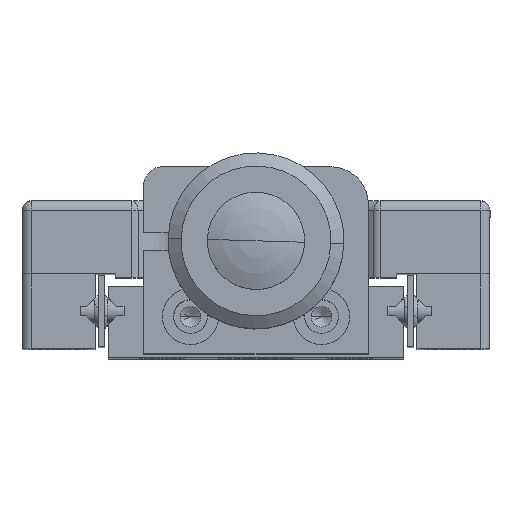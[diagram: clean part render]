
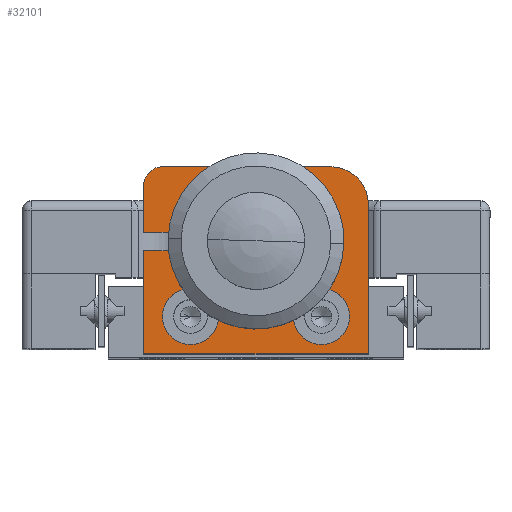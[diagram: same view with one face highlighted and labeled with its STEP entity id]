
A CAD part, top view. The second image highlights one B-rep face of the part: STEP entity #32101.
In plain terms, the highlighted planar face has unit normal (0, 0, 1).
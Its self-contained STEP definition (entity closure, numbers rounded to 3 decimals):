
#143 = ORIENTED_EDGE ( 'NONE', *, *, #17707, .F. ) ;
#252 = LINE ( 'NONE', #6654, #28365 ) ;
#1188 = DIRECTION ( 'NONE',  ( 1., 0., 0. ) ) ;
#1533 = CARTESIAN_POINT ( 'NONE',  ( 3.5, 2.2, 24.5 ) ) ;
#2528 = AXIS2_PLACEMENT_3D ( 'NONE', #26873, #21295, #32109 ) ;
#2735 = ORIENTED_EDGE ( 'NONE', *, *, #8889, .F. ) ;
#3026 = EDGE_CURVE ( 'NONE', #30722, #33083, #31786, .T. ) ;
#3332 = VECTOR ( 'NONE', #18873, 1000. ) ;
#3491 = DIRECTION ( 'NONE',  ( 0., 0., 1. ) ) ;
#3600 = CARTESIAN_POINT ( 'NONE',  ( -5., 2.2, 24.5 ) ) ;
#4370 = ORIENTED_EDGE ( 'NONE', *, *, #6307, .F. ) ;
#4672 = CARTESIAN_POINT ( 'NONE',  ( 6., 8.2, 24.5 ) ) ;
#4846 = VERTEX_POINT ( 'NONE', #17888 ) ;
#5383 = LINE ( 'NONE', #31934, #25328 ) ;
#6106 = VERTEX_POINT ( 'NONE', #32110 ) ;
#6307 = EDGE_CURVE ( 'NONE', #29650, #28541, #10315, .T. ) ;
#6453 = ORIENTED_EDGE ( 'NONE', *, *, #27037, .F. ) ;
#6654 = CARTESIAN_POINT ( 'NONE',  ( -6., 0.2, 24.5 ) ) ;
#6836 = LINE ( 'NONE', #24746, #24678 ) ;
#7718 = VERTEX_POINT ( 'NONE', #18811 ) ;
#8270 = AXIS2_PLACEMENT_3D ( 'NONE', #12507, #12159, #24232 ) ;
#8416 = EDGE_CURVE ( 'NONE', #28541, #14781, #15738, .T. ) ;
#8483 = DIRECTION ( 'NONE',  ( 0., -1., 0. ) ) ;
#8489 = EDGE_CURVE ( 'NONE', #22487, #25386, #18695, .T. ) ;
#8610 = AXIS2_PLACEMENT_3D ( 'NONE', #14679, #3491, #1188 ) ;
#8852 = CARTESIAN_POINT ( 'NONE',  ( -6., 9.2, 24.5 ) ) ;
#8889 = EDGE_CURVE ( 'NONE', #30722, #18434, #17415, .T. ) ;
#8920 = VERTEX_POINT ( 'NONE', #18637 ) ;
#9011 = CIRCLE ( 'NONE', #34330, 1.5 ) ;
#9120 = CARTESIAN_POINT ( 'NONE',  ( -6., 5.7, 24.5 ) ) ;
#9181 = EDGE_CURVE ( 'NONE', #29650, #18434, #31377, .T. ) ;
#9218 = CIRCLE ( 'NONE', #8270, 1.5 ) ;
#9446 = DIRECTION ( 'NONE',  ( 0., 0., 1. ) ) ;
#9491 = VERTEX_POINT ( 'NONE', #3600 ) ;
#9680 = DIRECTION ( 'NONE',  ( 1., 0., 0. ) ) ;
#9774 = ORIENTED_EDGE ( 'NONE', *, *, #15596, .F. ) ;
#10000 = CARTESIAN_POINT ( 'NONE',  ( -5., 10.2, 24.5 ) ) ;
#10315 = LINE ( 'NONE', #19181, #23866 ) ;
#10425 = AXIS2_PLACEMENT_3D ( 'NONE', #31394, #33690, #15162 ) ;
#10638 = ORIENTED_EDGE ( 'NONE', *, *, #28571, .F. ) ;
#11203 = EDGE_CURVE ( 'NONE', #7718, #33083, #252, .T. ) ;
#11781 = CARTESIAN_POINT ( 'NONE',  ( 5., 2.2, 24.5 ) ) ;
#11972 = CIRCLE ( 'NONE', #22035, 3. ) ;
#12055 = DIRECTION ( 'NONE',  ( 1., 0., 0. ) ) ;
#12159 = DIRECTION ( 'NONE',  ( 0., 0., 1. ) ) ;
#12507 = CARTESIAN_POINT ( 'NONE',  ( -3.5, 2.2, 24.5 ) ) ;
#12939 = ORIENTED_EDGE ( 'NONE', *, *, #22450, .F. ) ;
#14291 = AXIS2_PLACEMENT_3D ( 'NONE', #1533, #28669, #9680 ) ;
#14679 = CARTESIAN_POINT ( 'NONE',  ( -5., 9.2, 24.5 ) ) ;
#14781 = VERTEX_POINT ( 'NONE', #27397 ) ;
#15162 = DIRECTION ( 'NONE',  ( 1., 0., 0. ) ) ;
#15405 = CARTESIAN_POINT ( 'NONE',  ( -2.958, 5.7, 24.5 ) ) ;
#15596 = EDGE_CURVE ( 'NONE', #28371, #6106, #26048, .T. ) ;
#15665 = ORIENTED_EDGE ( 'NONE', *, *, #22154, .F. ) ;
#15683 = CARTESIAN_POINT ( 'NONE',  ( 6., 10.2, 24.5 ) ) ;
#15700 = DIRECTION ( 'NONE',  ( -1., 0., 0. ) ) ;
#15738 = LINE ( 'NONE', #33843, #20796 ) ;
#16406 = ORIENTED_EDGE ( 'NONE', *, *, #28405, .F. ) ;
#17415 = LINE ( 'NONE', #15683, #3332 ) ;
#17481 = DIRECTION ( 'NONE',  ( 0., 0., 1. ) ) ;
#17592 = DIRECTION ( 'NONE',  ( -1., 0., 0. ) ) ;
#17707 = EDGE_CURVE ( 'NONE', #8920, #28371, #17899, .T. ) ;
#17762 = FACE_OUTER_BOUND ( 'NONE', #24682, .T. ) ;
#17888 = CARTESIAN_POINT ( 'NONE',  ( -2., 2.2, 24.5 ) ) ;
#17899 = LINE ( 'NONE', #9120, #23779 ) ;
#18096 = ORIENTED_EDGE ( 'NONE', *, *, #8416, .F. ) ;
#18434 = VERTEX_POINT ( 'NONE', #19621 ) ;
#18637 = CARTESIAN_POINT ( 'NONE',  ( -6., 5.7, 24.5 ) ) ;
#18695 = CIRCLE ( 'NONE', #14291, 1.5 ) ;
#18728 = DIRECTION ( 'NONE',  ( 0., 0., 1. ) ) ;
#18792 = ORIENTED_EDGE ( 'NONE', *, *, #8489, .F. ) ;
#18811 = CARTESIAN_POINT ( 'NONE',  ( -6., 6.7, 24.5 ) ) ;
#18873 = DIRECTION ( 'NONE',  ( 1., 0., 0. ) ) ;
#19181 = CARTESIAN_POINT ( 'NONE',  ( 6., 0.2, 24.5 ) ) ;
#19271 = ORIENTED_EDGE ( 'NONE', *, *, #3026, .T. ) ;
#19381 = DIRECTION ( 'NONE',  ( 0., 1., 0. ) ) ;
#19464 = FACE_BOUND ( 'NONE', #28064, .T. ) ;
#19621 = CARTESIAN_POINT ( 'NONE',  ( 4., 10.2, 24.5 ) ) ;
#20000 = CARTESIAN_POINT ( 'NONE',  ( -2.958, 6.7, 24.5 ) ) ;
#20263 = PLANE ( 'NONE',  #23988 ) ;
#20796 = VECTOR ( 'NONE', #17592, 1000. ) ;
#21295 = DIRECTION ( 'NONE',  ( 0., 0., 1. ) ) ;
#22035 = AXIS2_PLACEMENT_3D ( 'NONE', #28390, #17481, #23010 ) ;
#22125 = CARTESIAN_POINT ( 'NONE',  ( 6., 0.2, 24.5 ) ) ;
#22154 = EDGE_CURVE ( 'NONE', #4846, #9491, #9218, .T. ) ;
#22450 = EDGE_CURVE ( 'NONE', #34055, #7718, #5383, .T. ) ;
#22487 = VERTEX_POINT ( 'NONE', #34556 ) ;
#23010 = DIRECTION ( 'NONE',  ( 1., 0., 0. ) ) ;
#23779 = VECTOR ( 'NONE', #28122, 1000. ) ;
#23866 = VECTOR ( 'NONE', #8483, 1000. ) ;
#23988 = AXIS2_PLACEMENT_3D ( 'NONE', #28329, #9446, #12055 ) ;
#24017 = DIRECTION ( 'NONE',  ( 1., 0., 0. ) ) ;
#24232 = DIRECTION ( 'NONE',  ( 1., 0., 0. ) ) ;
#24370 = DIRECTION ( 'NONE',  ( 0., 0., 1. ) ) ;
#24678 = VECTOR ( 'NONE', #32949, 1000. ) ;
#24682 = EDGE_LOOP ( 'NONE', ( #2735, #19271, #27417, #12939, #10638, #9774, #143, #29532, #18096, #4370, #26016 ) ) ;
#24734 = AXIS2_PLACEMENT_3D ( 'NONE', #26894, #18728, #27256 ) ;
#24746 = CARTESIAN_POINT ( 'NONE',  ( -6., 0.2, 24.5 ) ) ;
#25328 = VECTOR ( 'NONE', #15700, 1000. ) ;
#25347 = FACE_BOUND ( 'NONE', #32307, .T. ) ;
#25386 = VERTEX_POINT ( 'NONE', #11781 ) ;
#26016 = ORIENTED_EDGE ( 'NONE', *, *, #9181, .T. ) ;
#26048 = CIRCLE ( 'NONE', #2528, 3. ) ;
#26873 = CARTESIAN_POINT ( 'NONE',  ( 0., 6.2, 24.5 ) ) ;
#26894 = CARTESIAN_POINT ( 'NONE',  ( 3.5, 2.2, 24.5 ) ) ;
#27037 = EDGE_CURVE ( 'NONE', #25386, #22487, #31944, .T. ) ;
#27143 = EDGE_CURVE ( 'NONE', #14781, #8920, #6836, .T. ) ;
#27239 = CARTESIAN_POINT ( 'NONE',  ( -3.5, 2.2, 24.5 ) ) ;
#27256 = DIRECTION ( 'NONE',  ( 1., 0., 0. ) ) ;
#27397 = CARTESIAN_POINT ( 'NONE',  ( -6., 0.2, 24.5 ) ) ;
#27417 = ORIENTED_EDGE ( 'NONE', *, *, #11203, .F. ) ;
#28064 = EDGE_LOOP ( 'NONE', ( #15665, #16406 ) ) ;
#28122 = DIRECTION ( 'NONE',  ( 1., 0., 0. ) ) ;
#28329 = CARTESIAN_POINT ( 'NONE',  ( -6., 10.2, 24.5 ) ) ;
#28365 = VECTOR ( 'NONE', #19381, 1000. ) ;
#28371 = VERTEX_POINT ( 'NONE', #15405 ) ;
#28390 = CARTESIAN_POINT ( 'NONE',  ( 0., 6.2, 24.5 ) ) ;
#28405 = EDGE_CURVE ( 'NONE', #9491, #4846, #9011, .T. ) ;
#28541 = VERTEX_POINT ( 'NONE', #22125 ) ;
#28571 = EDGE_CURVE ( 'NONE', #6106, #34055, #11972, .T. ) ;
#28669 = DIRECTION ( 'NONE',  ( 0., 0., 1. ) ) ;
#29532 = ORIENTED_EDGE ( 'NONE', *, *, #27143, .F. ) ;
#29650 = VERTEX_POINT ( 'NONE', #4672 ) ;
#30722 = VERTEX_POINT ( 'NONE', #10000 ) ;
#31377 = CIRCLE ( 'NONE', #10425, 2. ) ;
#31394 = CARTESIAN_POINT ( 'NONE',  ( 4., 8.2, 24.5 ) ) ;
#31786 = CIRCLE ( 'NONE', #8610, 1. ) ;
#31934 = CARTESIAN_POINT ( 'NONE',  ( -6., 6.7, 24.5 ) ) ;
#31944 = CIRCLE ( 'NONE', #24734, 1.5 ) ;
#32101 = ADVANCED_FACE ( 'NONE', ( #17762, #19464, #25347 ), #20263, .T. ) ;
#32109 = DIRECTION ( 'NONE',  ( 1., 0., 0. ) ) ;
#32110 = CARTESIAN_POINT ( 'NONE',  ( 3., 6.2, 24.5 ) ) ;
#32307 = EDGE_LOOP ( 'NONE', ( #6453, #18792 ) ) ;
#32949 = DIRECTION ( 'NONE',  ( 0., 1., 0. ) ) ;
#33083 = VERTEX_POINT ( 'NONE', #8852 ) ;
#33690 = DIRECTION ( 'NONE',  ( 0., 0., 1. ) ) ;
#33843 = CARTESIAN_POINT ( 'NONE',  ( 6., 0.2, 24.5 ) ) ;
#34055 = VERTEX_POINT ( 'NONE', #20000 ) ;
#34330 = AXIS2_PLACEMENT_3D ( 'NONE', #27239, #24370, #24017 ) ;
#34556 = CARTESIAN_POINT ( 'NONE',  ( 2., 2.2, 24.5 ) ) ;
